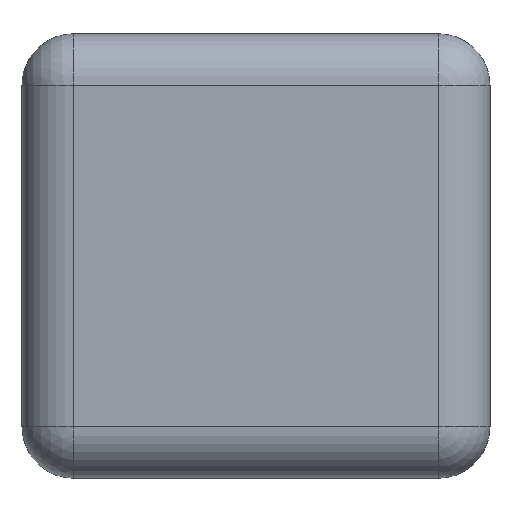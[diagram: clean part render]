
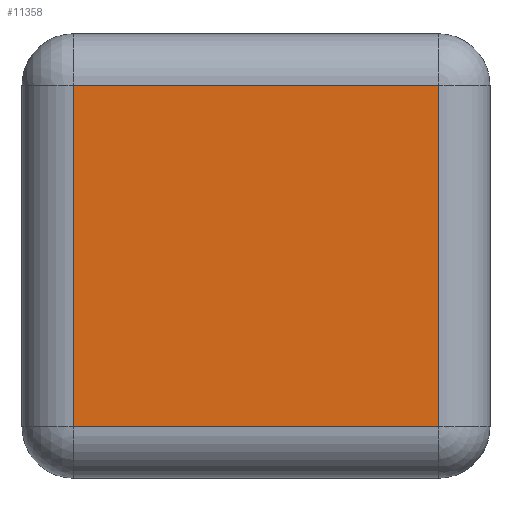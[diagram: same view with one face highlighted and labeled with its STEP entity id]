
A CAD part, front view. The second image highlights one B-rep face of the part: STEP entity #11358.
In plain terms, the highlighted planar face has unit normal (0, -1, 0).
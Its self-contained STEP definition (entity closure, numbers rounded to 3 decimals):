
#1213 = EDGE_CURVE ( 'NONE', #58583, #19430, #34477, .T. ) ;
#1674 = CARTESIAN_POINT ( 'NONE',  ( 283.679, -640.551, -265.352 ) ) ;
#7905 = CARTESIAN_POINT ( 'NONE',  ( -283.679, -640.551, 0. ) ) ;
#11292 = ORIENTED_EDGE ( 'NONE', *, *, #24573, .T. ) ;
#11358 = ADVANCED_FACE ( 'NONE', ( #36468 ), #54997, .T. ) ;
#13778 = DIRECTION ( 'NONE',  ( 0., 0., -1. ) ) ;
#14493 = CARTESIAN_POINT ( 'NONE',  ( 0., -640.551, 265.352 ) ) ;
#15633 = DIRECTION ( 'NONE',  ( 1., 0., 0. ) ) ;
#15975 = CARTESIAN_POINT ( 'NONE',  ( 283.679, -640.551, 0. ) ) ;
#18510 = VECTOR ( 'NONE', #15633, 1000. ) ;
#19430 = VERTEX_POINT ( 'NONE', #36266 ) ;
#19825 = CARTESIAN_POINT ( 'NONE',  ( 0., -640.551, -265.352 ) ) ;
#21503 = EDGE_LOOP ( 'NONE', ( #47226, #24055, #11292, #43599 ) ) ;
#23010 = CARTESIAN_POINT ( 'NONE',  ( 0., -640.551, 0. ) ) ;
#24055 = ORIENTED_EDGE ( 'NONE', *, *, #49905, .T. ) ;
#24573 = EDGE_CURVE ( 'NONE', #56315, #58583, #56562, .T. ) ;
#27151 = VECTOR ( 'NONE', #32699, 1000. ) ;
#27217 = VECTOR ( 'NONE', #39525, 1000. ) ;
#27950 = EDGE_CURVE ( 'NONE', #19430, #52897, #46742, .T. ) ;
#30873 = LINE ( 'NONE', #7905, #57970 ) ;
#32699 = DIRECTION ( 'NONE',  ( -1., 0., 0. ) ) ;
#34477 = LINE ( 'NONE', #15975, #27217 ) ;
#36266 = CARTESIAN_POINT ( 'NONE',  ( 283.679, -640.551, 265.352 ) ) ;
#36468 = FACE_OUTER_BOUND ( 'NONE', #21503, .T. ) ;
#39525 = DIRECTION ( 'NONE',  ( 0., 0., 1. ) ) ;
#39536 = DIRECTION ( 'NONE',  ( 0., 0., -1. ) ) ;
#43599 = ORIENTED_EDGE ( 'NONE', *, *, #1213, .T. ) ;
#45683 = AXIS2_PLACEMENT_3D ( 'NONE', #23010, #54699, #13778 ) ;
#46742 = LINE ( 'NONE', #14493, #27151 ) ;
#47226 = ORIENTED_EDGE ( 'NONE', *, *, #27950, .T. ) ;
#49905 = EDGE_CURVE ( 'NONE', #52897, #56315, #30873, .T. ) ;
#49960 = CARTESIAN_POINT ( 'NONE',  ( -283.679, -640.551, -265.352 ) ) ;
#52897 = VERTEX_POINT ( 'NONE', #56792 ) ;
#54699 = DIRECTION ( 'NONE',  ( 0., -1., 0. ) ) ;
#54997 = PLANE ( 'NONE',  #45683 ) ;
#56315 = VERTEX_POINT ( 'NONE', #49960 ) ;
#56562 = LINE ( 'NONE', #19825, #18510 ) ;
#56792 = CARTESIAN_POINT ( 'NONE',  ( -283.679, -640.551, 265.352 ) ) ;
#57970 = VECTOR ( 'NONE', #39536, 1000. ) ;
#58583 = VERTEX_POINT ( 'NONE', #1674 ) ;
